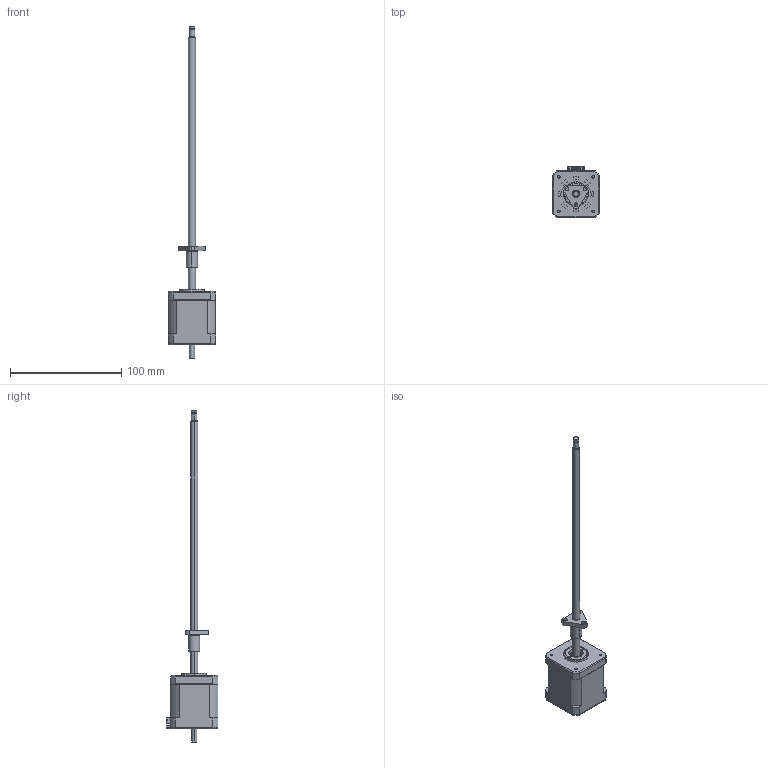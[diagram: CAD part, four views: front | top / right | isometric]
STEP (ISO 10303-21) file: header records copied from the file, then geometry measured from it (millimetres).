
FILE_DESCRIPTION (( 'STEP AP214' ), '1' );
FILE_NAME ('STP-LE17-3A09ADJ.STEP', '2020-08-25T21:58:02', ( '' ), ( '' ), 'SwSTEP 2.0', 'SolidWorks 2017', '' );
FILE_SCHEMA (( 'AUTOMOTIVE_DESIGN' ));
Length unit declared in the file: millimetre
Products named in the file (3): STP-LE17-3A09ADJ_1; STP-LE17-3A09ADJ_2; STP-LE17-3A09ADJ
Assembly tree (2 placements, depth 2):
  STP-LE17-3A09ADJ
    STP-LE17-3A09ADJ_1
    STP-LE17-3A09ADJ_2
Bounding box: 42.2 x 46.2 x 297.95 mm (x, y, z)
Volume: 80948.2 mm3; surface area: 30233.2 mm2
Topology: 5 solids, 13 shells, 745 faces, 1901 edges, 1226 vertices
Faces by surface type: plane 367, cylinder 244, cone 80, bspline 54
Entity records: 36609 total; most frequent: CARTESIAN_POINT 18950, ORIENTED_EDGE 3802, DIRECTION 3450, EDGE_CURVE 1901, VERTEX_POINT 1226, AXIS2_PLACEMENT_3D 1191, VECTOR 1068, LINE 1068
